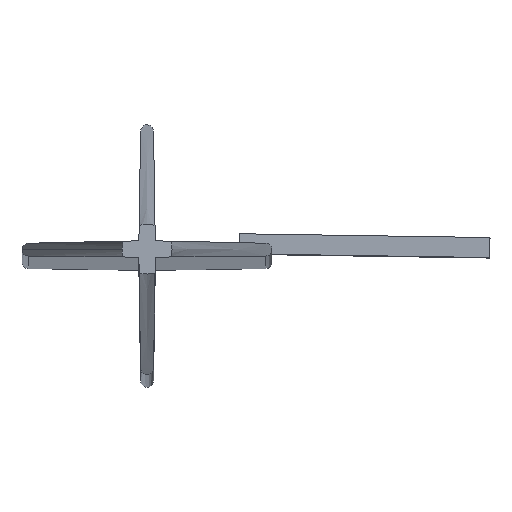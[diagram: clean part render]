
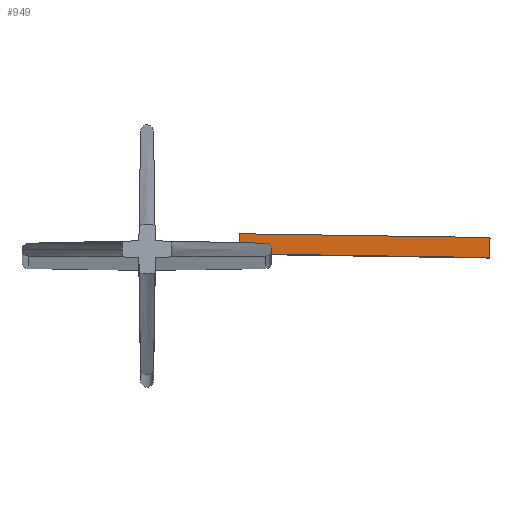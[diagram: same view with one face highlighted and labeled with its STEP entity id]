
A CAD part, top view. The second image highlights one B-rep face of the part: STEP entity #949.
In plain terms, the highlighted face is planar.
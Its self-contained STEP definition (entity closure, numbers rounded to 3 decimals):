
#102 = VECTOR ( 'NONE', #974, 1000. ) ;
#103 = LINE ( 'NONE', #1264, #102 ) ;
#104 = CARTESIAN_POINT ( 'NONE',  ( 32.942, 33.855, 0. ) ) ;
#136 = CARTESIAN_POINT ( 'NONE',  ( 82.942, 33.855, 0. ) ) ;
#148 = DIRECTION ( 'NONE',  ( 0., 0., -1. ) ) ;
#150 = CARTESIAN_POINT ( 'NONE',  ( 82.942, 33.855, 4. ) ) ;
#247 = FACE_OUTER_BOUND ( 'NONE', #638, .T. ) ;
#251 = VECTOR ( 'NONE', #1040, 1000. ) ;
#266 = LINE ( 'NONE', #1218, #251 ) ;
#295 = EDGE_CURVE ( 'NONE', #705, #840, #506, .T. ) ;
#311 = VECTOR ( 'NONE', #148, 1000. ) ;
#326 = LINE ( 'NONE', #150, #311 ) ;
#438 = CARTESIAN_POINT ( 'NONE',  ( 32.942, 33.855, 4. ) ) ;
#500 = CARTESIAN_POINT ( 'NONE',  ( 82.942, 33.855, 4. ) ) ;
#506 = LINE ( 'NONE', #993, #531 ) ;
#531 = VECTOR ( 'NONE', #990, 1000. ) ;
#577 = AXIS2_PLACEMENT_3D ( 'NONE', #984, #979, #966 ) ;
#638 = EDGE_LOOP ( 'NONE', ( #1081, #1088, #1094, #1136 ) ) ;
#675 = VERTEX_POINT ( 'NONE', #500 ) ;
#705 = VERTEX_POINT ( 'NONE', #438 ) ;
#807 = EDGE_CURVE ( 'NONE', #675, #925, #326, .T. ) ;
#840 = VERTEX_POINT ( 'NONE', #104 ) ;
#925 = VERTEX_POINT ( 'NONE', #136 ) ;
#928 = EDGE_CURVE ( 'NONE', #925, #840, #266, .T. ) ;
#949 = ADVANCED_FACE ( 'NONE', ( #247 ), #1022, .T. ) ;
#966 = DIRECTION ( 'NONE',  ( 0., 0., -1. ) ) ;
#974 = DIRECTION ( 'NONE',  ( -1., 0., 0. ) ) ;
#979 = DIRECTION ( 'NONE',  ( 0., -1., 0. ) ) ;
#984 = CARTESIAN_POINT ( 'NONE',  ( 82.942, 33.855, 4. ) ) ;
#990 = DIRECTION ( 'NONE',  ( 0., 0., -1. ) ) ;
#993 = CARTESIAN_POINT ( 'NONE',  ( 32.942, 33.855, 4. ) ) ;
#1022 = PLANE ( 'NONE',  #577 ) ;
#1040 = DIRECTION ( 'NONE',  ( -1., 0., 0. ) ) ;
#1081 = ORIENTED_EDGE ( 'NONE', *, *, #928, .F. ) ;
#1088 = ORIENTED_EDGE ( 'NONE', *, *, #807, .F. ) ;
#1094 = ORIENTED_EDGE ( 'NONE', *, *, #1170, .T. ) ;
#1136 = ORIENTED_EDGE ( 'NONE', *, *, #295, .T. ) ;
#1170 = EDGE_CURVE ( 'NONE', #675, #705, #103, .T. ) ;
#1218 = CARTESIAN_POINT ( 'NONE',  ( 82.942, 33.855, 0. ) ) ;
#1264 = CARTESIAN_POINT ( 'NONE',  ( 82.942, 33.855, 4. ) ) ;
